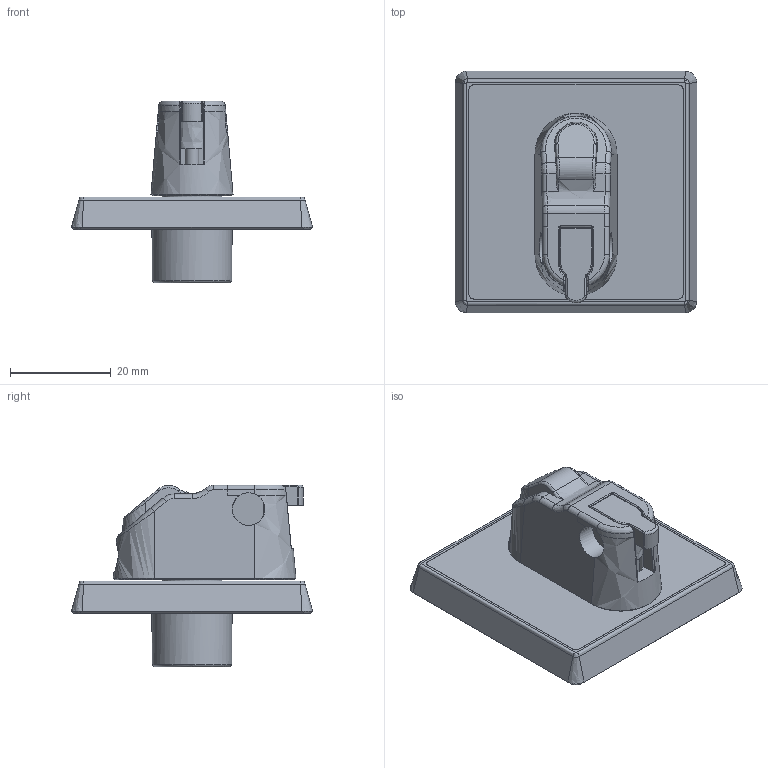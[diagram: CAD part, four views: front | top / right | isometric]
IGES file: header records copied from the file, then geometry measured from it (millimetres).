
Global section: file name: OH_S3RH_palikka.igs; preprocessor: I-DEAS 3D IGES Translator 11; date: 20110603.111055; units: millimetre
Bounding box: 48 x 48 x 36.11 mm (x, y, z)
Volume: 21600.7 mm3; surface area: 10802.1 mm2
Topology: 2 solids, 7 shells, 306 faces, 756 edges, 487 vertices
Faces by surface type: bspline 306
